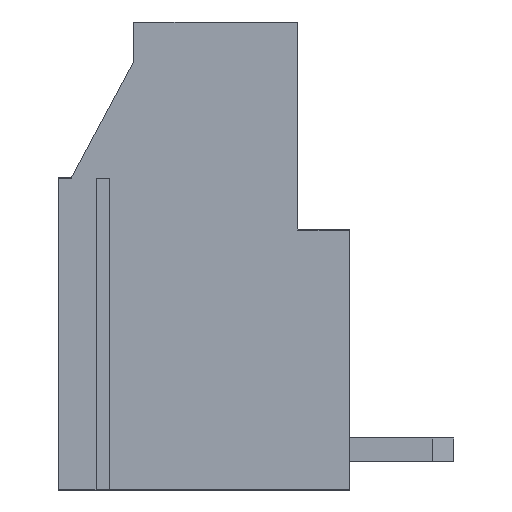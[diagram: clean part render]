
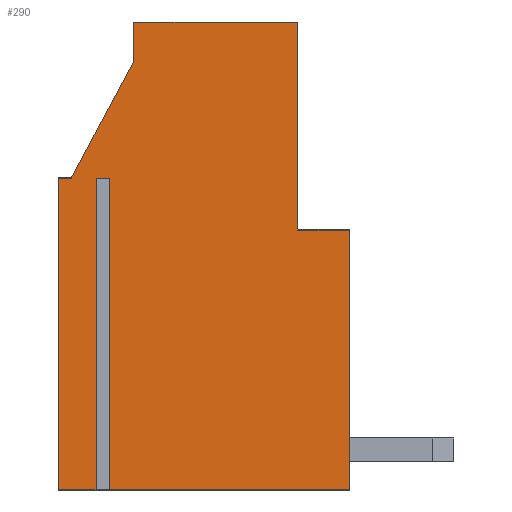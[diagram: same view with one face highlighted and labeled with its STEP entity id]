
A CAD part, front view. The second image highlights one B-rep face of the part: STEP entity #290.
In plain terms, the highlighted planar face has unit normal (0, -1, 0).
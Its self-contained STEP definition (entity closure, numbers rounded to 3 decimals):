
#290 = ADVANCED_FACE( '', ( #672 ), #673, .F. );
#672 = FACE_OUTER_BOUND( '', #1161, .T. );
#673 = PLANE( '', #1162 );
#1161 = EDGE_LOOP( '', ( #1793, #1794, #1795, #1796, #1797, #1798, #1799, #1800, #1801, #1802, #1803, #1804, #1805 ) );
#1162 = AXIS2_PLACEMENT_3D( '', #1806, #1807, #1808 );
#1793 = ORIENTED_EDGE( '', *, *, #3209, .F. );
#1794 = ORIENTED_EDGE( '', *, *, #3210, .T. );
#1795 = ORIENTED_EDGE( '', *, *, #3211, .F. );
#1796 = ORIENTED_EDGE( '', *, *, #3212, .F. );
#1797 = ORIENTED_EDGE( '', *, *, #3213, .F. );
#1798 = ORIENTED_EDGE( '', *, *, #3214, .T. );
#1799 = ORIENTED_EDGE( '', *, *, #3215, .T. );
#1800 = ORIENTED_EDGE( '', *, *, #3216, .T. );
#1801 = ORIENTED_EDGE( '', *, *, #3217, .F. );
#1802 = ORIENTED_EDGE( '', *, *, #3218, .T. );
#1803 = ORIENTED_EDGE( '', *, *, #3219, .T. );
#1804 = ORIENTED_EDGE( '', *, *, #3220, .T. );
#1805 = ORIENTED_EDGE( '', *, *, #3221, .F. );
#1806 = CARTESIAN_POINT( '', ( 12.134, -2.5, 19.8 ) );
#1807 = DIRECTION( '', ( 0., 1., 0. ) );
#1808 = DIRECTION( '', ( 1., 0., 0. ) );
#3209 = EDGE_CURVE( '', #3910, #3911, #3912, .T. );
#3210 = EDGE_CURVE( '', #3910, #3913, #3914, .T. );
#3211 = EDGE_CURVE( '', #3915, #3913, #3916, .T. );
#3212 = EDGE_CURVE( '', #3917, #3915, #3918, .T. );
#3213 = EDGE_CURVE( '', #3919, #3917, #3920, .T. );
#3214 = EDGE_CURVE( '', #3919, #3921, #3922, .T. );
#3215 = EDGE_CURVE( '', #3921, #3923, #3924, .T. );
#3216 = EDGE_CURVE( '', #3923, #3925, #3926, .T. );
#3217 = EDGE_CURVE( '', #3927, #3925, #3928, .T. );
#3218 = EDGE_CURVE( '', #3927, #3929, #3930, .T. );
#3219 = EDGE_CURVE( '', #3929, #3931, #3932, .T. );
#3220 = EDGE_CURVE( '', #3931, #3933, #3934, .T. );
#3221 = EDGE_CURVE( '', #3911, #3933, #3935, .T. );
#3910 = VERTEX_POINT( '', #4904 );
#3911 = VERTEX_POINT( '', #4905 );
#3912 = LINE( '', #4906, #4907 );
#3913 = VERTEX_POINT( '', #4908 );
#3914 = LINE( '', #4909, #4910 );
#3915 = VERTEX_POINT( '', #4911 );
#3916 = LINE( '', #4912, #4913 );
#3917 = VERTEX_POINT( '', #4914 );
#3918 = LINE( '', #4915, #4916 );
#3919 = VERTEX_POINT( '', #4917 );
#3920 = LINE( '', #4918, #4919 );
#3921 = VERTEX_POINT( '', #4920 );
#3922 = LINE( '', #4921, #4922 );
#3923 = VERTEX_POINT( '', #4923 );
#3924 = LINE( '', #4924, #4925 );
#3925 = VERTEX_POINT( '', #4926 );
#3926 = LINE( '', #4927, #4928 );
#3927 = VERTEX_POINT( '', #4929 );
#3928 = LINE( '', #4930, #4931 );
#3929 = VERTEX_POINT( '', #4932 );
#3930 = LINE( '', #4933, #4934 );
#3931 = VERTEX_POINT( '', #4935 );
#3932 = LINE( '', #4936, #4937 );
#3933 = VERTEX_POINT( '', #4938 );
#3934 = LINE( '', #4939, #4940 );
#3935 = LINE( '', #4941, #4942 );
#4904 = CARTESIAN_POINT( '', ( 9.2, -2.5, 18. ) );
#4905 = CARTESIAN_POINT( '', ( 9.2, -2.5, 10. ) );
#4906 = CARTESIAN_POINT( '', ( 9.2, -2.5, 18. ) );
#4907 = VECTOR( '', #5966, 1000. );
#4908 = CARTESIAN_POINT( '', ( 2.9, -2.5, 18. ) );
#4909 = CARTESIAN_POINT( '', ( 5.35, -2.5, 18. ) );
#4910 = VECTOR( '', #5967, 1000. );
#4911 = CARTESIAN_POINT( '', ( 2.9, -2.5, 16.5 ) );
#4912 = CARTESIAN_POINT( '', ( 2.9, -2.5, -1. ) );
#4913 = VECTOR( '', #5968, 1000. );
#4914 = CARTESIAN_POINT( '', ( 0.5, -2.5, 12. ) );
#4915 = CARTESIAN_POINT( '', ( -6.433, -2.5, -1. ) );
#4916 = VECTOR( '', #5969, 1000. );
#4917 = CARTESIAN_POINT( '', ( 0., -2.5, 12. ) );
#4918 = CARTESIAN_POINT( '', ( 5.35, -2.5, 12. ) );
#4919 = VECTOR( '', #5970, 1000. );
#4920 = CARTESIAN_POINT( '', ( 0., -2.5, 0. ) );
#4921 = CARTESIAN_POINT( '', ( 0., -2.5, -1. ) );
#4922 = VECTOR( '', #5971, 1000. );
#4923 = CARTESIAN_POINT( '', ( 1.446, -2.5, 0. ) );
#4924 = CARTESIAN_POINT( '', ( 5.35, -2.5, 0. ) );
#4925 = VECTOR( '', #5972, 1000. );
#4926 = CARTESIAN_POINT( '', ( 1.446, -2.5, 12. ) );
#4927 = CARTESIAN_POINT( '', ( 1.446, -2.5, -1. ) );
#4928 = VECTOR( '', #5973, 1000. );
#4929 = CARTESIAN_POINT( '', ( 1.954, -2.5, 12. ) );
#4930 = CARTESIAN_POINT( '', ( 5.35, -2.5, 12. ) );
#4931 = VECTOR( '', #5974, 1000. );
#4932 = CARTESIAN_POINT( '', ( 1.954, -2.5, 0. ) );
#4933 = CARTESIAN_POINT( '', ( 1.954, -2.5, -1. ) );
#4934 = VECTOR( '', #5975, 1000. );
#4935 = CARTESIAN_POINT( '', ( 11.2, -2.5, 0. ) );
#4936 = CARTESIAN_POINT( '', ( 5.35, -2.5, 0. ) );
#4937 = VECTOR( '', #5976, 1000. );
#4938 = CARTESIAN_POINT( '', ( 11.2, -2.5, 10. ) );
#4939 = CARTESIAN_POINT( '', ( 11.2, -2.5, -1. ) );
#4940 = VECTOR( '', #5977, 1000. );
#4941 = CARTESIAN_POINT( '', ( 9.038, -2.5, 10. ) );
#4942 = VECTOR( '', #5978, 1000. );
#5966 = DIRECTION( '', ( 0., 0., -1. ) );
#5967 = DIRECTION( '', ( -1., 0., 0. ) );
#5968 = DIRECTION( '', ( 0., 0., 1. ) );
#5969 = DIRECTION( '', ( 0.471, 0., 0.882 ) );
#5970 = DIRECTION( '', ( 1., 0., 0. ) );
#5971 = DIRECTION( '', ( 0., 0., -1. ) );
#5972 = DIRECTION( '', ( 1., 0., 0. ) );
#5973 = DIRECTION( '', ( 0., 0., 1. ) );
#5974 = DIRECTION( '', ( -1., 0., 0. ) );
#5975 = DIRECTION( '', ( 0., 0., -1. ) );
#5976 = DIRECTION( '', ( 1., 0., 0. ) );
#5977 = DIRECTION( '', ( 0., 0., 1. ) );
#5978 = DIRECTION( '', ( 1., 0., 0. ) );
